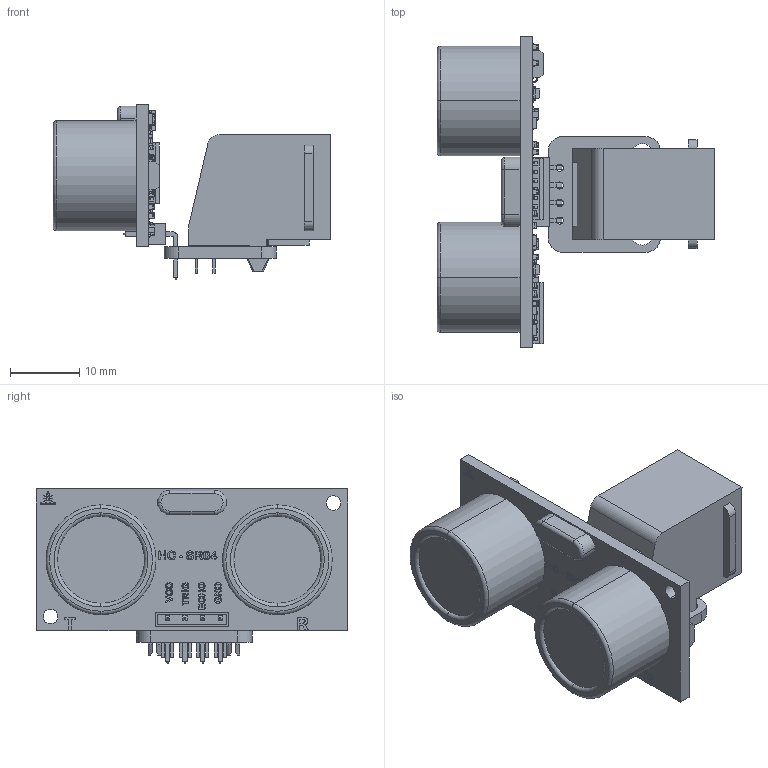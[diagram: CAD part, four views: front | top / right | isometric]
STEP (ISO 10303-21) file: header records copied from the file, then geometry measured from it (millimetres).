
FILE_DESCRIPTION(('Open CASCADE Model'),'2;1');
FILE_NAME('Open CASCADE Shape Model','2019-05-06T13:11:58',('Author'),( 'Open CASCADE'),'Open CASCADE STEP processor 6.8','Open CASCADE 6.8' ,'Unknown');
FILE_SCHEMA(('AUTOMOTIVE_DESIGN { 1 0 10303 214 1 1 1 1 }'));
Length unit declared in the file: millimetre
Products named in the file (15): PCB; Board; RJ45; rj45_144-L; HC-SR04; User_Library-HC-SR04_HC-SR04_Ping_Sensor; User_Library-HC-SR04_PCB; User_Library-HC-SR04_Transducer; User_Library-HC-SR04_3_Pin_Header_90_Degree; User_Library-HC-SR04_14_Pin_SMT; User_Library-HC-SR04_HC-SR04_Crystal.SLDASM; User_Library-HC-SR04_ssot3; User_Library-HC-SR04_MLC0603; User_Library-HC-SR04_603_cap_on_pad
Assembly tree (52 placements, depth 5):
  PCB
    Board
    RJ45
      rj45_144-L
    HC-SR04
      HC-SR04
        User_Library-HC-SR04_HC-SR04_Ping_Sensor
          User_Library-HC-SR04_PCB
          User_Library-HC-SR04_Transducer  x2
          User_Library-HC-SR04_3_Pin_Header_90_Degree
          User_Library-HC-SR04_14_Pin_SMT  x3
          User_Library-HC-SR04_HC-SR04_Crystal.SLDASM
          User_Library-HC-SR04_ssot3  x2
          User_Library-HC-SR04_MLC0603  x20
          User_Library-HC-SR04_603_cap_on_pad  x16
Bounding box: 40.19 x 45 x 25.18 mm (x, y, z)
Volume: 9333.7 mm3; surface area: 8634.8 mm2
Topology: 108 solids, 108 shells, 3783 faces, 9635 edges, 6201 vertices
Faces by surface type: plane 2495, cylinder 718, bspline 489, torus 75, cone 6
Full cylindrical faces by diameter (mm): 0.9 x8, 1.02 x4, 3.25 x2
Entity records: 62217 total; most frequent: CARTESIAN_POINT 27187, ORIENTED_EDGE 7352, DIRECTION 5384, EDGE_CURVE 3676, LINE 2516, VECTOR 2516, VERTEX_POINT 2417, FACE_BOUND 1529
